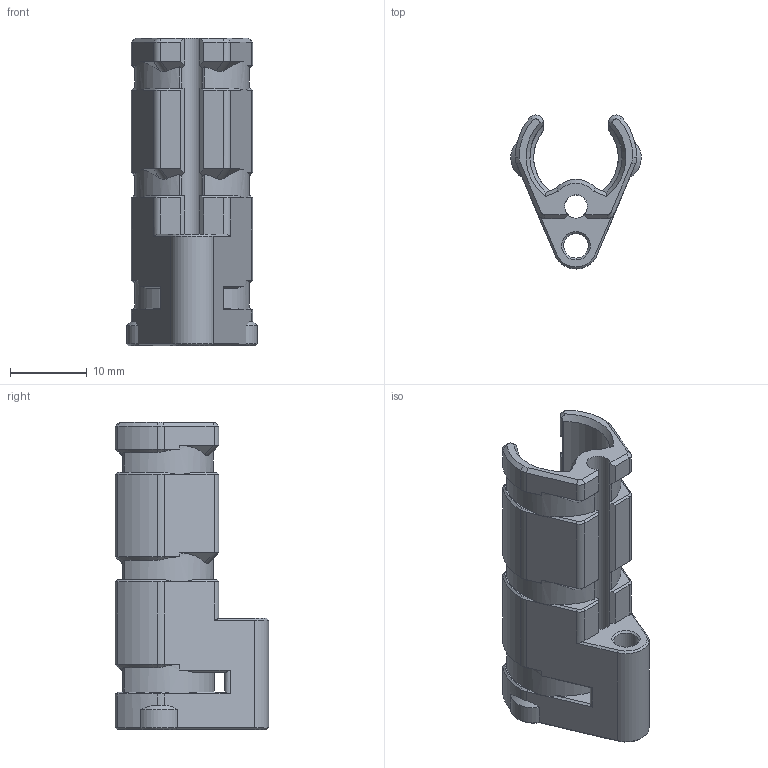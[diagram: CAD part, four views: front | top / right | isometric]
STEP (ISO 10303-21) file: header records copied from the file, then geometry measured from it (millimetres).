
FILE_DESCRIPTION(/* description */ (''),/* implementation_level */ '2;1');
FILE_NAME(/* name */ 'cable_holder_stand.step',/* time_stamp */ '2020-10-01T07:24:15+07:00',/* author */ (''),/* organization */ (''),/* preprocessor_version */ 'ST-DEVELOPER v18.1',/* originating_system */ 'Autodesk Translation Framework v9.3.0.1241',/* authorisation */ '');
FILE_SCHEMA (('AUTOMOTIVE_DESIGN { 1 0 10303 214 3 1 1 }'));
Length unit declared in the file: millimetre
Products named in the file (1): Cable Holder 03
Bounding box: 16.99 x 19.98 x 40 mm (x, y, z)
Volume: 3335.4 mm3; surface area: 3654.5 mm2
Topology: 1 solids, 1 shells, 240 faces, 634 edges, 386 vertices
Faces by surface type: plane 110, cone 71, cylinder 59
Full cylindrical faces by diameter (mm): 3 x1, 3.2 x1
Entity records: 7504 total; most frequent: CARTESIAN_POINT 1528, DIRECTION 1272, ORIENTED_EDGE 1256, EDGE_CURVE 628, AXIS2_PLACEMENT_3D 467, VERTEX_POINT 386, LINE 338, VECTOR 338
